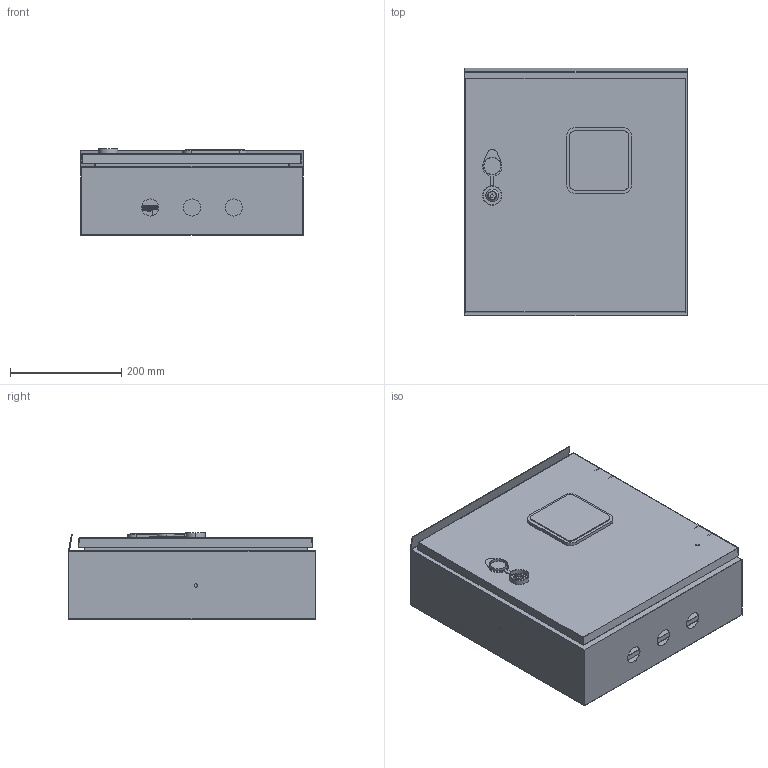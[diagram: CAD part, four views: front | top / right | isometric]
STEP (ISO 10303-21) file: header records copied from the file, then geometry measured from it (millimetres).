
FILE_DESCRIPTION (( 'STEP AP214' ), '1' );
FILE_NAME ('MKM51-N-03-54.STEP', '2021-04-20T07:38:26', ( '' ), ( '' ), 'SwSTEP 2.0', 'SolidWorks 2017', '' );
FILE_SCHEMA (( 'AUTOMOTIVE_DESIGN' ));
Length unit declared in the file: millimetre
Products named in the file (9): Panel; DIN-疱殛郷妶個 019.08.04; Panel_-01; Gaika_6; Obolochka; Ï-ñêîáà_Šˆ‚€ 020.09.02; Dver; zakliopka vitiazhnaya_4x1.6; MKM51-N-03-54
Assembly tree (20 placements, depth 3):
  MKM51-N-03-54
    Obolochka
    Panel_-01
      Panel
      DIN-疱殛郷妶個 019.08.04  x3
      Ï-ñêîáà_Šˆ‚€ 020.09.02
      zakliopka vitiazhnaya_4x1.6  x8
    Dver
    Gaika_6  x4
Bounding box: 400 x 445 x 155.85 mm (x, y, z)
Volume: 804850.8 mm3; surface area: 1601134.2 mm2
Topology: 19 solids, 19 shells, 637 faces, 1451 edges, 888 vertices
Faces by surface type: plane 305, cylinder 254, torus 48, sphere 16, cone 14
Entity records: 12130 total; most frequent: DIRECTION 2145, CARTESIAN_POINT 1969, ORIENTED_EDGE 1902, EDGE_CURVE 951, AXIS2_PLACEMENT_3D 780, VERTEX_POINT 604, LINE 585, VECTOR 585
